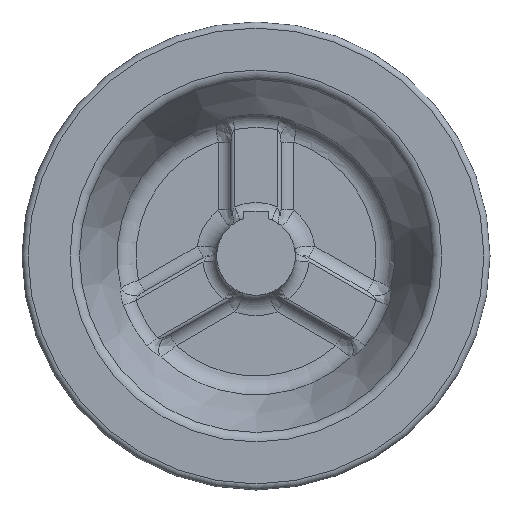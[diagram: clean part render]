
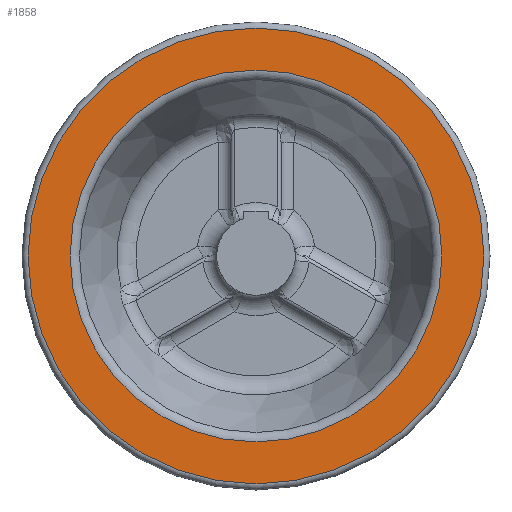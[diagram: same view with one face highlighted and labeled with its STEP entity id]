
A CAD part, left-side view. The second image highlights one B-rep face of the part: STEP entity #1858.
In plain terms, the highlighted planar face has unit normal (-1, 0, 0).
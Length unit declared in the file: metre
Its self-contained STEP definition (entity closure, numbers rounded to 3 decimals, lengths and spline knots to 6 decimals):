
#195=PLANE('',#2030);
#239=CIRCLE('',#2031,0.091371);
#240=CIRCLE('',#2032,0.112);
#432=ORIENTED_EDGE('',*,*,#1001,.T.);
#433=ORIENTED_EDGE('',*,*,#1002,.T.);
#1001=EDGE_CURVE('',#1278,#1278,#239,.F.);
#1002=EDGE_CURVE('',#1279,#1279,#240,.T.);
#1278=VERTEX_POINT('',#2974);
#1279=VERTEX_POINT('',#2976);
#1523=EDGE_LOOP('',(#432));
#1524=EDGE_LOOP('',(#433));
#1675=FACE_BOUND('',#1523,.T.);
#1676=FACE_BOUND('',#1524,.T.);
#1858=ADVANCED_FACE('',(#1675,#1676),#195,.T.);
#2030=AXIS2_PLACEMENT_3D('',#2972,#2307,#2308);
#2031=AXIS2_PLACEMENT_3D('',#2973,#2309,#2310);
#2032=AXIS2_PLACEMENT_3D('',#2975,#2311,#2312);
#2307=DIRECTION('',(-1.,0.,0.));
#2308=DIRECTION('',(0.,0.,1.));
#2309=DIRECTION('',(-1.,0.,0.));
#2310=DIRECTION('',(0.,0.,1.));
#2311=DIRECTION('',(-1.,0.,0.));
#2312=DIRECTION('',(0.,0.,1.));
#2972=CARTESIAN_POINT('',(-0.065,0.,-0.1015));
#2973=CARTESIAN_POINT('',(-0.065,0.,0.));
#2974=CARTESIAN_POINT('',(-0.065,0.,0.091371));
#2975=CARTESIAN_POINT('',(-0.065,0.,0.));
#2976=CARTESIAN_POINT('',(-0.065,0.,0.112));
